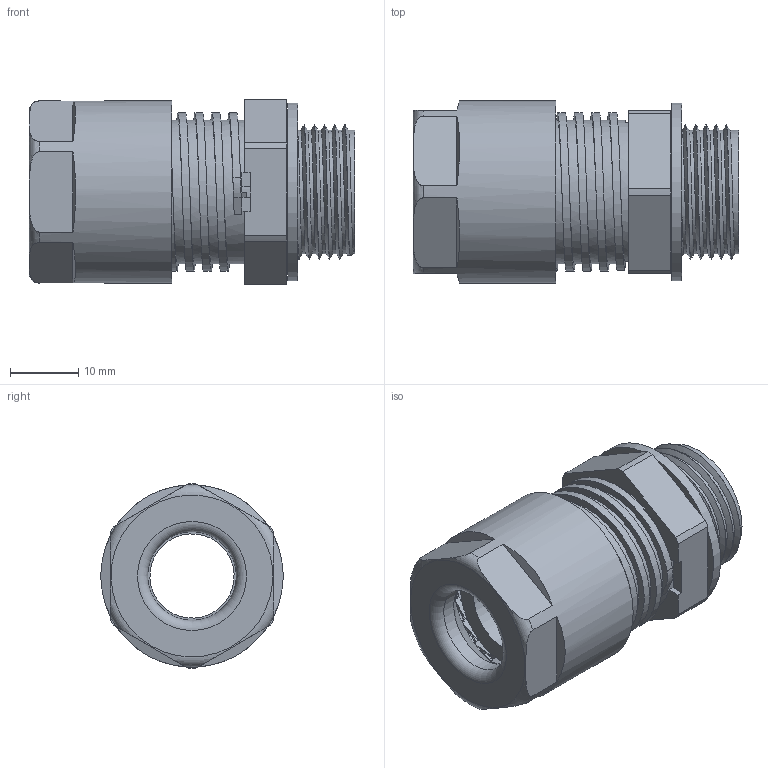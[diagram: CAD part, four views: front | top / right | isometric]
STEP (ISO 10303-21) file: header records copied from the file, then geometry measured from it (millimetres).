
FILE_DESCRIPTION(/* description */ ('DAE-KV NEW M20x1,5','CAx-IF Rec.Pracs.---Representation and Presentation of Product Manufacturing Information (PMI)---3.8---2014-02-18'),/* implementation_level */ '2;1');
FILE_NAME(/* name */ '11087520G2-RST.stp',/* time_stamp */ '2024-03-27T12:41:59+01:00',/* author */ ('sl'),/* organization */ (''),/* preprocessor_version */ 'ST-DEVELOPER v16.5',/* originating_system */ 'Autodesk Inventor 2017',/* authorisation */ '');
FILE_SCHEMA (('AP242_MANAGED_MODEL_BASED_3D_ENGINEERING_MIM_LF { 1 0 10303 442 1 1 4 }'));
Length unit declared in the file: millimetre
Products named in the file (9): 1x087520G2; 1x087520G2_1; 1x087520G2_2; 1x087520G2_3; 1x087520G2_4; 1x087520G2_5; 1x087520G2_6; 1x087520G2_7; 1x087520G2_8
Assembly tree (8 placements, depth 2):
  1x087520G2
    1x087520G2_1
    1x087520G2_2
    1x087520G2_3
    1x087520G2_4
    1x087520G2_5
    1x087520G2_6
    1x087520G2_7
    1x087520G2_8
Bounding box: 47.8 x 26.74 x 27.14 mm (x, y, z)
Volume: 13074.8 mm3; surface area: 16576.5 mm2
Topology: 8 solids, 8 shells, 340 faces, 883 edges, 562 vertices
Faces by surface type: plane 199, cylinder 105, torus 25, bspline 6, sphere 4, cone 1
Full cylindrical faces by diameter (mm): 12.36 x1, 12.9 x1, 13 x1, 13.06 x2, 13.53 x1, 13.65 x1, 14.62 x1, 17.3 x1, 17.77 x1, 18.07 x1, 18.168 x6, 18.8 x1, 21.07 x5, 21.12 x1, 23.42 x5, 26.1 x1, 26.74 x1
Entity records: 13457 total; most frequent: CARTESIAN_POINT 5326, DIRECTION 1671, ORIENTED_EDGE 1610, EDGE_CURVE 805, AXIS2_PLACEMENT_3D 605, VERTEX_POINT 526, LINE 461, VECTOR 461
